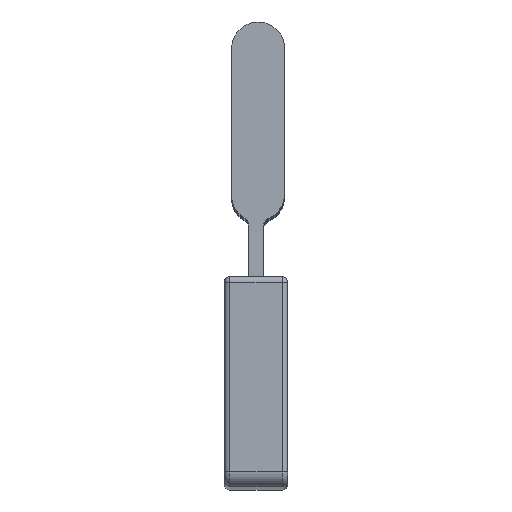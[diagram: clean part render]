
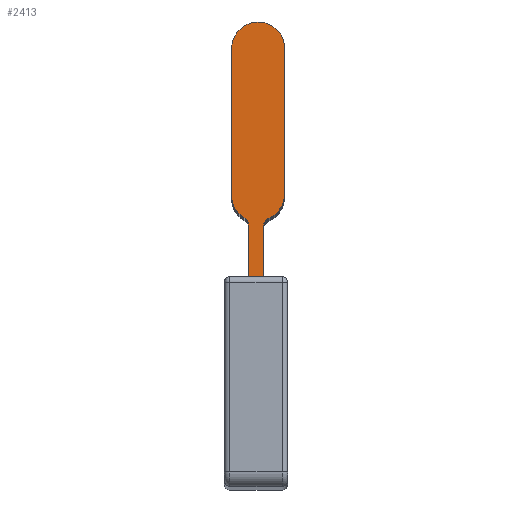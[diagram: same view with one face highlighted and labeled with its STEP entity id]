
A CAD part, top view. The second image highlights one B-rep face of the part: STEP entity #2413.
In plain terms, the highlighted planar face has unit normal (0, 0, 1).
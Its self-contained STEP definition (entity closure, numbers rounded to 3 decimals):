
#523 = CIRCLE ( 'NONE', #7730, 0.5 ) ;
#601 = CARTESIAN_POINT ( 'NONE',  ( 0.743, -12.955, 120.596 ) ) ;
#1260 = AXIS2_PLACEMENT_3D ( 'NONE', #18186, #6320, #13228 ) ;
#1867 = DIRECTION ( 'NONE',  ( 0., 1., 0. ) ) ;
#1947 = AXIS2_PLACEMENT_3D ( 'NONE', #13987, #2090, #9212 ) ;
#2087 = ORIENTED_EDGE ( 'NONE', *, *, #2151, .F. ) ;
#2090 = DIRECTION ( 'NONE',  ( 0., 0., -1. ) ) ;
#2151 = EDGE_CURVE ( 'NONE', #18263, #14496, #12357, .T. ) ;
#2235 = EDGE_LOOP ( 'NONE', ( #12724, #2087, #14192, #21579, #17392, #5186, #8396, #9945, #8329, #20360, #6021 ) ) ;
#2413 = ADVANCED_FACE ( 'NONE', ( #2826 ), #20145, .F. ) ;
#2449 = CARTESIAN_POINT ( 'NONE',  ( 1.839, -0.307, 120.596 ) ) ;
#2581 = EDGE_CURVE ( 'NONE', #19132, #3071, #11369, .T. ) ;
#2665 = DIRECTION ( 'NONE',  ( -1., 0., 0. ) ) ;
#2669 = CARTESIAN_POINT ( 'NONE',  ( 2.683, -0.695, 120.596 ) ) ;
#2826 = FACE_OUTER_BOUND ( 'NONE', #2235, .T. ) ;
#3051 = DIRECTION ( 'NONE',  ( 0., -1., 0. ) ) ;
#3062 = CARTESIAN_POINT ( 'NONE',  ( 1.543, -3.455, 120.596 ) ) ;
#3071 = VERTEX_POINT ( 'NONE', #6366 ) ;
#3302 = CARTESIAN_POINT ( 'NONE',  ( 1.543, -0.763, 120.596 ) ) ;
#3438 = VECTOR ( 'NONE', #7869, 1000. ) ;
#4077 = VECTOR ( 'NONE', #18151, 1000. ) ;
#4325 = VERTEX_POINT ( 'NONE', #10223 ) ;
#4648 = DIRECTION ( 'NONE',  ( 0., 1., 0. ) ) ;
#5044 = DIRECTION ( 'NONE',  ( 0., 0., 1. ) ) ;
#5186 = ORIENTED_EDGE ( 'NONE', *, *, #7643, .T. ) ;
#5191 = DIRECTION ( 'NONE',  ( -1., 0., 0. ) ) ;
#5880 = EDGE_CURVE ( 'NONE', #6525, #19132, #6590, .T. ) ;
#6021 = ORIENTED_EDGE ( 'NONE', *, *, #5880, .F. ) ;
#6172 = CARTESIAN_POINT ( 'NONE',  ( 0.243, -3.455, 120.596 ) ) ;
#6194 = VECTOR ( 'NONE', #4648, 1000. ) ;
#6320 = DIRECTION ( 'NONE',  ( 0., 0., -1. ) ) ;
#6366 = CARTESIAN_POINT ( 'NONE',  ( 2.683, 8.816, 120.596 ) ) ;
#6398 = CARTESIAN_POINT ( 'NONE',  ( 0.743, -3.455, 120.596 ) ) ;
#6486 = CARTESIAN_POINT ( 'NONE',  ( -0.167, -0.695, 120.596 ) ) ;
#6525 = VERTEX_POINT ( 'NONE', #18961 ) ;
#6590 = LINE ( 'NONE', #6486, #9054 ) ;
#6883 = VERTEX_POINT ( 'NONE', #6398 ) ;
#7643 = EDGE_CURVE ( 'NONE', #13024, #16882, #7864, .T. ) ;
#7704 = EDGE_CURVE ( 'NONE', #13024, #6883, #13316, .T. ) ;
#7730 = AXIS2_PLACEMENT_3D ( 'NONE', #18952, #5044, #1867 ) ;
#7864 = LINE ( 'NONE', #21909, #4077 ) ;
#7869 = DIRECTION ( 'NONE',  ( 0., -1., 0. ) ) ;
#8112 = CIRCLE ( 'NONE', #1260, 0.5 ) ;
#8329 = ORIENTED_EDGE ( 'NONE', *, *, #16025, .F. ) ;
#8396 = ORIENTED_EDGE ( 'NONE', *, *, #16120, .F. ) ;
#8973 = EDGE_CURVE ( 'NONE', #18263, #4325, #8112, .T. ) ;
#9054 = VECTOR ( 'NONE', #20284, 1000. ) ;
#9212 = DIRECTION ( 'NONE',  ( 0., 1., 0. ) ) ;
#9505 = EDGE_CURVE ( 'NONE', #14290, #20983, #9887, .T. ) ;
#9723 = CARTESIAN_POINT ( 'NONE',  ( 0.243, -0.695, 120.596 ) ) ;
#9834 = DIRECTION ( 'NONE',  ( 0., 0., -1. ) ) ;
#9887 = CIRCLE ( 'NONE', #1947, 1.425 ) ;
#9888 = VECTOR ( 'NONE', #19235, 1000. ) ;
#9945 = ORIENTED_EDGE ( 'NONE', *, *, #9505, .F. ) ;
#10223 = CARTESIAN_POINT ( 'NONE',  ( 0.743, -0.695, 120.596 ) ) ;
#10895 = DIRECTION ( 'NONE',  ( 0., 0., -1. ) ) ;
#11369 = CIRCLE ( 'NONE', #13548, 1.425 ) ;
#11734 = AXIS2_PLACEMENT_3D ( 'NONE', #9723, #9834, #3051 ) ;
#12054 = AXIS2_PLACEMENT_3D ( 'NONE', #20966, #10895, #12484 ) ;
#12357 = LINE ( 'NONE', #19467, #9888 ) ;
#12484 = DIRECTION ( 'NONE',  ( -1., 0., 0. ) ) ;
#12724 = ORIENTED_EDGE ( 'NONE', *, *, #21848, .F. ) ;
#13024 = VERTEX_POINT ( 'NONE', #3062 ) ;
#13228 = DIRECTION ( 'NONE',  ( -1., 0., 0. ) ) ;
#13316 = LINE ( 'NONE', #6172, #17782 ) ;
#13548 = AXIS2_PLACEMENT_3D ( 'NONE', #17514, #20702, #5191 ) ;
#13987 = CARTESIAN_POINT ( 'NONE',  ( 1.258, 0.994, 120.596 ) ) ;
#14192 = ORIENTED_EDGE ( 'NONE', *, *, #8973, .T. ) ;
#14226 = EDGE_CURVE ( 'NONE', #6883, #4325, #18550, .T. ) ;
#14261 = CARTESIAN_POINT ( 'NONE',  ( 0.483, -0.256, 120.596 ) ) ;
#14290 = VERTEX_POINT ( 'NONE', #17796 ) ;
#14496 = VERTEX_POINT ( 'NONE', #14261 ) ;
#14600 = CARTESIAN_POINT ( 'NONE',  ( -0.167, 8.816, 120.596 ) ) ;
#16025 = EDGE_CURVE ( 'NONE', #3071, #14290, #16471, .T. ) ;
#16033 = CIRCLE ( 'NONE', #12054, 1.3 ) ;
#16120 = EDGE_CURVE ( 'NONE', #20983, #16882, #523, .T. ) ;
#16187 = CARTESIAN_POINT ( 'NONE',  ( 0.493, -0.262, 120.596 ) ) ;
#16471 = LINE ( 'NONE', #2669, #3438 ) ;
#16882 = VERTEX_POINT ( 'NONE', #3302 ) ;
#17392 = ORIENTED_EDGE ( 'NONE', *, *, #7704, .F. ) ;
#17514 = CARTESIAN_POINT ( 'NONE',  ( 1.258, 8.816, 120.596 ) ) ;
#17782 = VECTOR ( 'NONE', #2665, 1000. ) ;
#17796 = CARTESIAN_POINT ( 'NONE',  ( 2.683, 0.994, 120.596 ) ) ;
#18151 = DIRECTION ( 'NONE',  ( 0., 1., 0. ) ) ;
#18186 = CARTESIAN_POINT ( 'NONE',  ( 0.243, -0.695, 120.596 ) ) ;
#18263 = VERTEX_POINT ( 'NONE', #16187 ) ;
#18550 = LINE ( 'NONE', #601, #6194 ) ;
#18952 = CARTESIAN_POINT ( 'NONE',  ( 2.043, -0.763, 120.596 ) ) ;
#18961 = CARTESIAN_POINT ( 'NONE',  ( -0.167, 0.869, 120.596 ) ) ;
#19132 = VERTEX_POINT ( 'NONE', #14600 ) ;
#19235 = DIRECTION ( 'NONE',  ( -0.866, 0.5, 0. ) ) ;
#19467 = CARTESIAN_POINT ( 'NONE',  ( 0.493, -0.262, 120.596 ) ) ;
#20145 = PLANE ( 'NONE',  #11734 ) ;
#20284 = DIRECTION ( 'NONE',  ( 0., 1., 0. ) ) ;
#20360 = ORIENTED_EDGE ( 'NONE', *, *, #2581, .F. ) ;
#20702 = DIRECTION ( 'NONE',  ( 0., 0., -1. ) ) ;
#20966 = CARTESIAN_POINT ( 'NONE',  ( 1.133, 0.869, 120.596 ) ) ;
#20983 = VERTEX_POINT ( 'NONE', #2449 ) ;
#21579 = ORIENTED_EDGE ( 'NONE', *, *, #14226, .F. ) ;
#21848 = EDGE_CURVE ( 'NONE', #14496, #6525, #16033, .T. ) ;
#21909 = CARTESIAN_POINT ( 'NONE',  ( 1.543, -12.955, 120.596 ) ) ;
